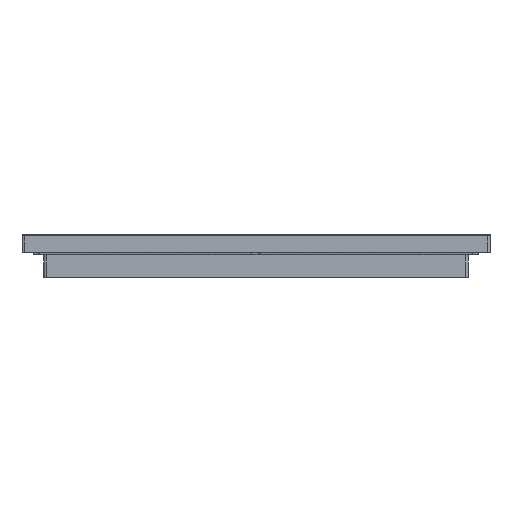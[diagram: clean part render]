
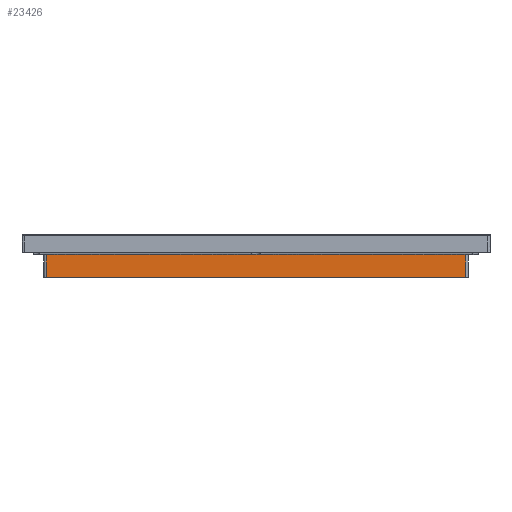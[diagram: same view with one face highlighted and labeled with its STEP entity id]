
A CAD part, front view. The second image highlights one B-rep face of the part: STEP entity #23426.
In plain terms, the highlighted free-form (B-spline) face has degree [1, 1] with [2, 2] control points.
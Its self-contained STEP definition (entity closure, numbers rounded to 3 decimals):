
#21636 = EDGE_CURVE('',#21637,#21639,#21641,.T.);
#21637 = VERTEX_POINT('',#21638);
#21638 = CARTESIAN_POINT('',(126.716,-128.041,0.));
#21639 = VERTEX_POINT('',#21640);
#21640 = CARTESIAN_POINT('',(-126.716,-128.041,0.));
#21641 = B_SPLINE_CURVE_WITH_KNOTS('',1,(#21642,#21643),.UNSPECIFIED.,
  .F.,.F.,(2,2),(1.5,288.5),.PIECEWISE_BEZIER_KNOTS.);
#21642 = CARTESIAN_POINT('',(126.716,-128.041,0.));
#21643 = CARTESIAN_POINT('',(-126.716,-128.041,0.));
#23426 = ADVANCED_FACE('',(#23427),#23449,.F.);
#23427 = FACE_BOUND('',#23428,.T.);
#23428 = EDGE_LOOP('',(#23429,#23438,#23443,#23444));
#23429 = ORIENTED_EDGE('',*,*,#23430,.F.);
#23430 = EDGE_CURVE('',#23431,#23433,#23435,.T.);
#23431 = VERTEX_POINT('',#23432);
#23432 = CARTESIAN_POINT('',(126.716,-128.041,
    -15.012));
#23433 = VERTEX_POINT('',#23434);
#23434 = CARTESIAN_POINT('',(-126.716,-128.041,
    -15.012));
#23435 = B_SPLINE_CURVE_WITH_KNOTS('',1,(#23436,#23437),.UNSPECIFIED.,
  .F.,.F.,(2,2),(1.5,288.5),.PIECEWISE_BEZIER_KNOTS.);
#23436 = CARTESIAN_POINT('',(126.716,-128.041,
    -15.012));
#23437 = CARTESIAN_POINT('',(-126.716,-128.041,
    -15.012));
#23438 = ORIENTED_EDGE('',*,*,#23439,.T.);
#23439 = EDGE_CURVE('',#23431,#21637,#23440,.T.);
#23440 = B_SPLINE_CURVE_WITH_KNOTS('',1,(#23441,#23442),.UNSPECIFIED.,
  .F.,.F.,(2,2),(0.,17.),.PIECEWISE_BEZIER_KNOTS.);
#23441 = CARTESIAN_POINT('',(126.716,-128.041,
    -15.012));
#23442 = CARTESIAN_POINT('',(126.716,-128.041,0.));
#23443 = ORIENTED_EDGE('',*,*,#21636,.T.);
#23444 = ORIENTED_EDGE('',*,*,#23445,.T.);
#23445 = EDGE_CURVE('',#21639,#23433,#23446,.T.);
#23446 = B_SPLINE_CURVE_WITH_KNOTS('',1,(#23447,#23448),.UNSPECIFIED.,
  .F.,.F.,(2,2),(-17.,-0.),.PIECEWISE_BEZIER_KNOTS.);
#23447 = CARTESIAN_POINT('',(-126.716,-128.041,0.));
#23448 = CARTESIAN_POINT('',(-126.716,-128.041,
    -15.012));
#23449 = B_SPLINE_SURFACE_WITH_KNOTS('',1,1,(
    (#23450,#23451)
    ,(#23452,#23453
    )),.UNSPECIFIED.,.F.,.F.,.F.,(2,2),(2,2),(0.,17.),(-288.5,-1.5),
  .PIECEWISE_BEZIER_KNOTS.);
#23450 = CARTESIAN_POINT('',(-126.716,-128.041,
    -15.012));
#23451 = CARTESIAN_POINT('',(126.716,-128.041,
    -15.012));
#23452 = CARTESIAN_POINT('',(-126.716,-128.041,0.));
#23453 = CARTESIAN_POINT('',(126.716,-128.041,0.));
